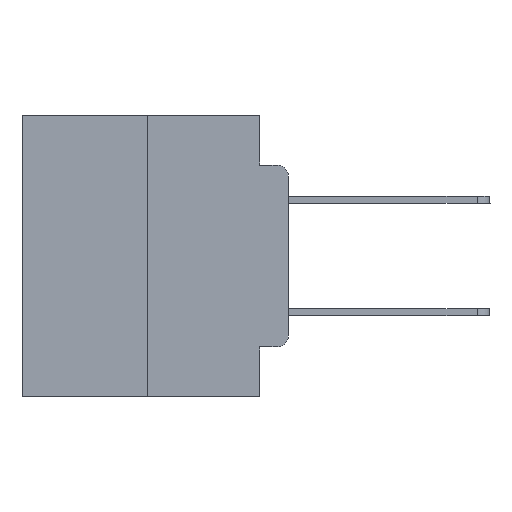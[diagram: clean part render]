
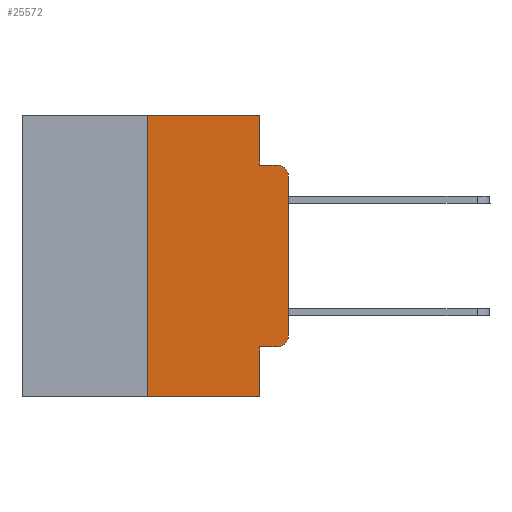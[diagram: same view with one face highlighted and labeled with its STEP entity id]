
A CAD part, left-side view. The second image highlights one B-rep face of the part: STEP entity #25572.
In plain terms, the highlighted planar face has unit normal (-1, 0, 0).
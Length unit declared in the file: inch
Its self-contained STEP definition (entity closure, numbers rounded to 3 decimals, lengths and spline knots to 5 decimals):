
#93 = VERTEX_POINT ( 'NONE', #9818 ) ;
#463 = VECTOR ( 'NONE', #21914, 39.37008 ) ;
#642 = EDGE_CURVE ( 'NONE', #10661, #22307, #15273, .T. ) ;
#2142 = FACE_OUTER_BOUND ( 'NONE', #24854, .T. ) ;
#2464 = VERTEX_POINT ( 'NONE', #11157 ) ;
#3184 = VERTEX_POINT ( 'NONE', #18694 ) ;
#3213 = CARTESIAN_POINT ( 'NONE',  ( 0., 0.473, 0. ) ) ;
#3766 = CARTESIAN_POINT ( 'NONE',  ( 0., 0.051, 0. ) ) ;
#3782 = DIRECTION ( 'NONE',  ( 0., 0., 1. ) ) ;
#4034 = CARTESIAN_POINT ( 'NONE',  ( 0., 0.051, 0. ) ) ;
#4136 = DIRECTION ( 'NONE',  ( 0., 0., -1. ) ) ;
#4175 = ORIENTED_EDGE ( 'NONE', *, *, #4748, .T. ) ;
#4187 = CARTESIAN_POINT ( 'NONE',  ( 0., 0.473, -0.5 ) ) ;
#4748 = EDGE_CURVE ( 'NONE', #93, #10661, #19909, .T. ) ;
#4760 = LINE ( 'NONE', #9235, #16854 ) ;
#5279 = DIRECTION ( 'NONE',  ( 0., 0., -1. ) ) ;
#5543 = DIRECTION ( 'NONE',  ( 0., -1., 0. ) ) ;
#6055 = ORIENTED_EDGE ( 'NONE', *, *, #15592, .T. ) ;
#7166 = CARTESIAN_POINT ( 'NONE',  ( 0., 0., 0. ) ) ;
#7218 = LINE ( 'NONE', #3213, #11470 ) ;
#7237 = LINE ( 'NONE', #15073, #14746 ) ;
#7718 = VERTEX_POINT ( 'NONE', #11551 ) ;
#8408 = ORIENTED_EDGE ( 'NONE', *, *, #9591, .F. ) ;
#8462 = CARTESIAN_POINT ( 'NONE',  ( 0., 0.02, -0.1085 ) ) ;
#8730 = LINE ( 'NONE', #20395, #25694 ) ;
#8912 = DIRECTION ( 'NONE',  ( -1., 0., 0. ) ) ;
#9184 = DIRECTION ( 'NONE',  ( 0., 0., 1. ) ) ;
#9235 = CARTESIAN_POINT ( 'NONE',  ( 0., 0.051, -0.4115 ) ) ;
#9271 = DIRECTION ( 'NONE',  ( 0., 0., -1. ) ) ;
#9591 = EDGE_CURVE ( 'NONE', #7718, #2464, #8730, .T. ) ;
#9676 = DIRECTION ( 'NONE',  ( 1., 0., 0. ) ) ;
#9818 = CARTESIAN_POINT ( 'NONE',  ( 0., 0., -0.3915 ) ) ;
#10661 = VERTEX_POINT ( 'NONE', #20159 ) ;
#10769 = VECTOR ( 'NONE', #9184, 39.37008 ) ;
#11157 = CARTESIAN_POINT ( 'NONE',  ( 0., 0.25, 0. ) ) ;
#11410 = EDGE_CURVE ( 'NONE', #3184, #15476, #11549, .T. ) ;
#11470 = VECTOR ( 'NONE', #5543, 39.37008 ) ;
#11549 = LINE ( 'NONE', #17984, #463 ) ;
#11551 = CARTESIAN_POINT ( 'NONE',  ( 0., 0.25, -0.5 ) ) ;
#12316 = LINE ( 'NONE', #4187, #15889 ) ;
#12530 = CARTESIAN_POINT ( 'NONE',  ( 0., 0.02, -0.3915 ) ) ;
#13676 = CIRCLE ( 'NONE', #18762, 0.02 ) ;
#14174 = VERTEX_POINT ( 'NONE', #16502 ) ;
#14746 = VECTOR ( 'NONE', #21552, 39.37008 ) ;
#14906 = ORIENTED_EDGE ( 'NONE', *, *, #22621, .F. ) ;
#14973 = ORIENTED_EDGE ( 'NONE', *, *, #642, .T. ) ;
#14974 = AXIS2_PLACEMENT_3D ( 'NONE', #8462, #8912, #9271 ) ;
#15073 = CARTESIAN_POINT ( 'NONE',  ( 0., 0.051, -0.0885 ) ) ;
#15273 = CIRCLE ( 'NONE', #14974, 0.02 ) ;
#15476 = VERTEX_POINT ( 'NONE', #18052 ) ;
#15592 = EDGE_CURVE ( 'NONE', #7718, #15476, #12316, .T. ) ;
#15889 = VECTOR ( 'NONE', #16420, 39.37008 ) ;
#16215 = ORIENTED_EDGE ( 'NONE', *, *, #23359, .T. ) ;
#16420 = DIRECTION ( 'NONE',  ( 0., -1., 0. ) ) ;
#16502 = CARTESIAN_POINT ( 'NONE',  ( 0., 0.02, -0.4115 ) ) ;
#16854 = VECTOR ( 'NONE', #23464, 39.37008 ) ;
#17183 = DIRECTION ( 'NONE',  ( 0., 0., -1. ) ) ;
#17803 = CARTESIAN_POINT ( 'NONE',  ( 0., 0.473, 0. ) ) ;
#17984 = CARTESIAN_POINT ( 'NONE',  ( 0., 0.051, 0. ) ) ;
#18052 = CARTESIAN_POINT ( 'NONE',  ( 0., 0.051, -0.5 ) ) ;
#18172 = VERTEX_POINT ( 'NONE', #19709 ) ;
#18506 = ORIENTED_EDGE ( 'NONE', *, *, #25448, .T. ) ;
#18694 = CARTESIAN_POINT ( 'NONE',  ( 0., 0.051, -0.4115 ) ) ;
#18762 = AXIS2_PLACEMENT_3D ( 'NONE', #12530, #26955, #4136 ) ;
#19241 = EDGE_CURVE ( 'NONE', #18172, #22307, #7237, .T. ) ;
#19709 = CARTESIAN_POINT ( 'NONE',  ( 0., 0.051, -0.0885 ) ) ;
#19909 = LINE ( 'NONE', #7166, #10769 ) ;
#20159 = CARTESIAN_POINT ( 'NONE',  ( 0., 0., -0.1085 ) ) ;
#20175 = PLANE ( 'NONE',  #23002 ) ;
#20395 = CARTESIAN_POINT ( 'NONE',  ( 0., 0.25, 0. ) ) ;
#20947 = LINE ( 'NONE', #4034, #22245 ) ;
#21552 = DIRECTION ( 'NONE',  ( 0., -1., 0. ) ) ;
#21914 = DIRECTION ( 'NONE',  ( 0., 0., -1. ) ) ;
#22245 = VECTOR ( 'NONE', #17183, 39.37008 ) ;
#22307 = VERTEX_POINT ( 'NONE', #26060 ) ;
#22466 = ORIENTED_EDGE ( 'NONE', *, *, #19241, .F. ) ;
#22487 = VERTEX_POINT ( 'NONE', #3766 ) ;
#22621 = EDGE_CURVE ( 'NONE', #22487, #18172, #20947, .T. ) ;
#22878 = EDGE_CURVE ( 'NONE', #2464, #22487, #7218, .T. ) ;
#23002 = AXIS2_PLACEMENT_3D ( 'NONE', #17803, #9676, #5279 ) ;
#23059 = ORIENTED_EDGE ( 'NONE', *, *, #11410, .F. ) ;
#23359 = EDGE_CURVE ( 'NONE', #14174, #93, #13676, .T. ) ;
#23464 = DIRECTION ( 'NONE',  ( 0., -1., 0. ) ) ;
#24854 = EDGE_LOOP ( 'NONE', ( #4175, #14973, #22466, #14906, #26403, #8408, #6055, #23059, #18506, #16215 ) ) ;
#25448 = EDGE_CURVE ( 'NONE', #3184, #14174, #4760, .T. ) ;
#25572 = ADVANCED_FACE ( 'NONE', ( #2142 ), #20175, .F. ) ;
#25694 = VECTOR ( 'NONE', #3782, 39.37008 ) ;
#26060 = CARTESIAN_POINT ( 'NONE',  ( 0., 0.02, -0.0885 ) ) ;
#26403 = ORIENTED_EDGE ( 'NONE', *, *, #22878, .F. ) ;
#26955 = DIRECTION ( 'NONE',  ( -1., 0., 0. ) ) ;
